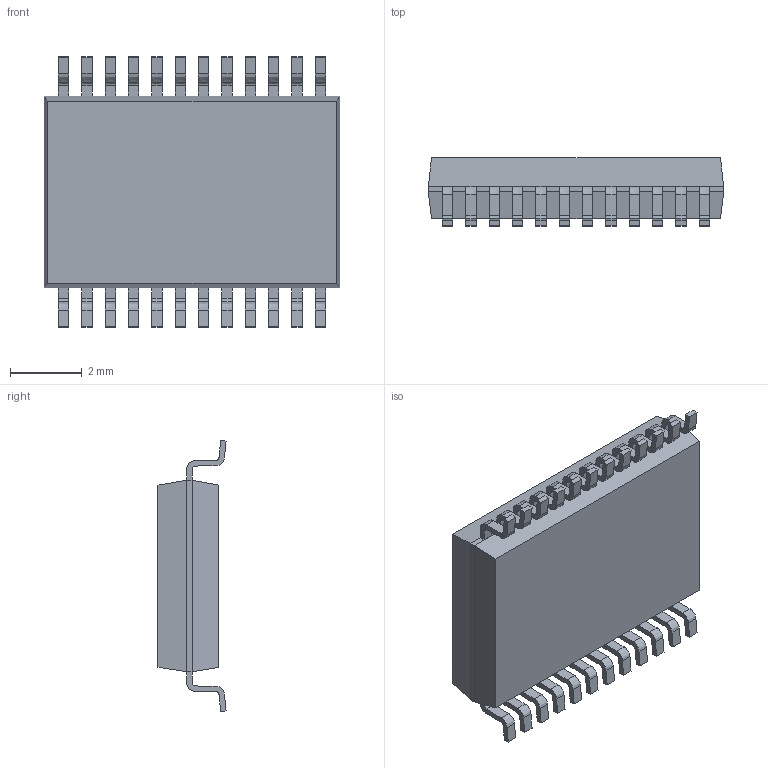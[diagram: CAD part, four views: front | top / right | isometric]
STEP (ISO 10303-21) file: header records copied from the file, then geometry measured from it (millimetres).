
FILE_DESCRIPTION (( 'STEP AP214' ), '1' );
FILE_NAME ('User Library-SOT340-1.STEP', '2018-03-04T17:32:49', ( '' ), ( '' ), 'SwSTEP 2.0', 'SolidWorks 2018', '' );
FILE_SCHEMA (( 'AUTOMOTIVE_DESIGN' ));
Length unit declared in the file: millimetre
Products named in the file (26): User Library-SOT340-1_11_1; User Library-SOT340-1_4_1; User Library-SOT340-1_24_1; User Library-SOT340-1_1_1; User Library-SOT340-1; User Library-SOT340-1_8_1; User Library-SOT340-1_2_1; User Library-SOT340-1_22_1; User Library-SOT340-1_19_1; User Library-SOT340-1_6_1; User Library-SOT340-1_10_1; User Library-SOT340-1_23_1; User Library-SOT340-1_25_1; User Library-SOT340-1_18_1; User Library-SOT340-1_17_1; User Library-SOT340-1_16_1; User Library-SOT340-1_20_1; User Library-SOT340-1_5_1; User Library-SOT340-1_15_1; User Library-SOT340-1_7_1; User Library-SOT340-1_9_1; User Library-SOT340-1_21_1; User Library-SOT340-1_13_1; User Library-SOT340-1_3_1; User Library-SOT340-1_14_1; User Library-SOT340-1_12_1
Assembly tree (25 placements, depth 2):
  User Library-SOT340-1
    User Library-SOT340-1_1_1
    User Library-SOT340-1_2_1
    User Library-SOT340-1_3_1
    User Library-SOT340-1_4_1
    User Library-SOT340-1_5_1
    User Library-SOT340-1_6_1
    User Library-SOT340-1_7_1
    User Library-SOT340-1_8_1
    User Library-SOT340-1_9_1
    User Library-SOT340-1_10_1
    User Library-SOT340-1_11_1
    User Library-SOT340-1_12_1
    User Library-SOT340-1_13_1
    User Library-SOT340-1_14_1
    User Library-SOT340-1_15_1
    User Library-SOT340-1_16_1
    User Library-SOT340-1_17_1
    User Library-SOT340-1_18_1
    User Library-SOT340-1_19_1
    User Library-SOT340-1_20_1
    User Library-SOT340-1_21_1
    User Library-SOT340-1_22_1
    User Library-SOT340-1_23_1
    User Library-SOT340-1_24_1
    User Library-SOT340-1_25_1
Bounding box: 8.23 x 1.9 x 7.55 mm (x, y, z)
Volume: 74.1 mm3; surface area: 169.7 mm2
Topology: 25 solids, 25 shells, 353 faces, 898 edges, 596 vertices
Faces by surface type: plane 255, bspline 96, cylinder 2
Entity records: 20001 total; most frequent: CARTESIAN_POINT 7179, ORIENTED_EDGE 1796, DIRECTION 1256, EDGE_CURVE 898, LINE 678, VECTOR 678, VERTEX_POINT 596, UNCERTAINTY_MEASURE_WITH_UNIT 429
